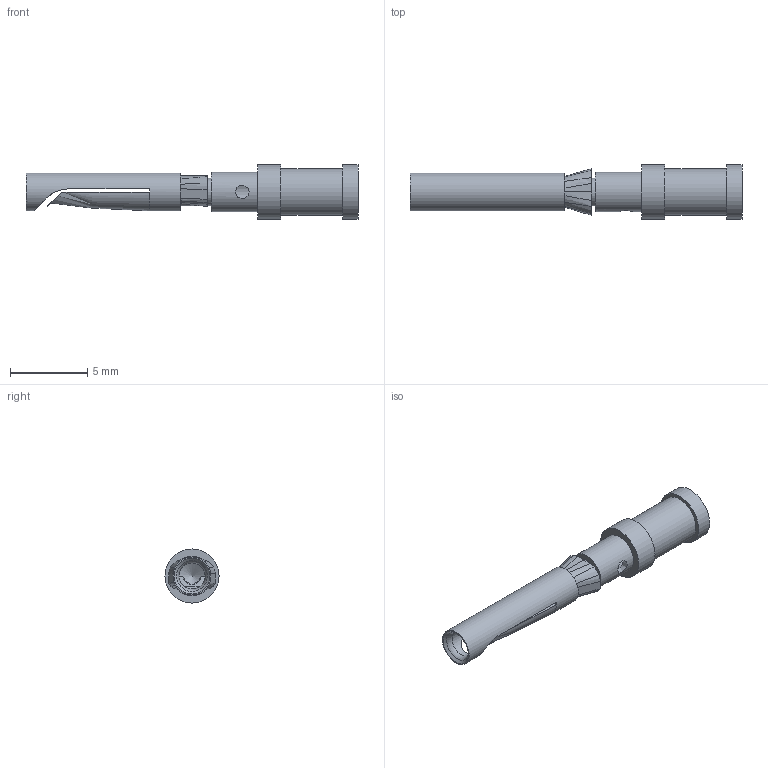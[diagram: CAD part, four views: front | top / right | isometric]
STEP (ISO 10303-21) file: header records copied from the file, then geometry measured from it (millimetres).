
FILE_DESCRIPTION(/* description */ (''),/* implementation_level */ '2;1');
FILE_NAME(/* name */ '3D_CDSF-1.5.stp',/* time_stamp */ '2026-02-19T12:14:59+03:00',/* author */ ('krute'),/* organization */ (''),/* preprocessor_version */ 'ST-DEVELOPER v20.1',/* originating_system */ 'Autodesk Inventor 2026',/* authorisation */ '');
FILE_SCHEMA (('CONFIG_CONTROL_DESIGN'));
Length unit declared in the file: millimetre
Products named in the file (1): 3D_1010172200901_CDGF-1.5_V1.0
Bounding box: 21.5 x 3.5 x 3.5 mm (x, y, z)
Volume: 74.6 mm3; surface area: 314.8 mm2
Topology: 1 solids, 1 shells, 84 faces, 211 edges, 134 vertices
Faces by surface type: bspline 44, plane 21, cylinder 12, cone 4, torus 3
Full cylindrical faces by diameter (mm): 0.9 x1, 1.7 x1, 1.75 x1, 1.8 x1, 2.45 x1, 2.55 x1, 3 x1, 3.5 x2
Entity records: 4674 total; most frequent: CARTESIAN_POINT 2881, ORIENTED_EDGE 418, DIRECTION 255, EDGE_CURVE 209, VERTEX_POINT 134, EDGE_LOOP 95, AXIS2_PLACEMENT_3D 92, B_SPLINE_CURVE_WITH_KNOTS 87
